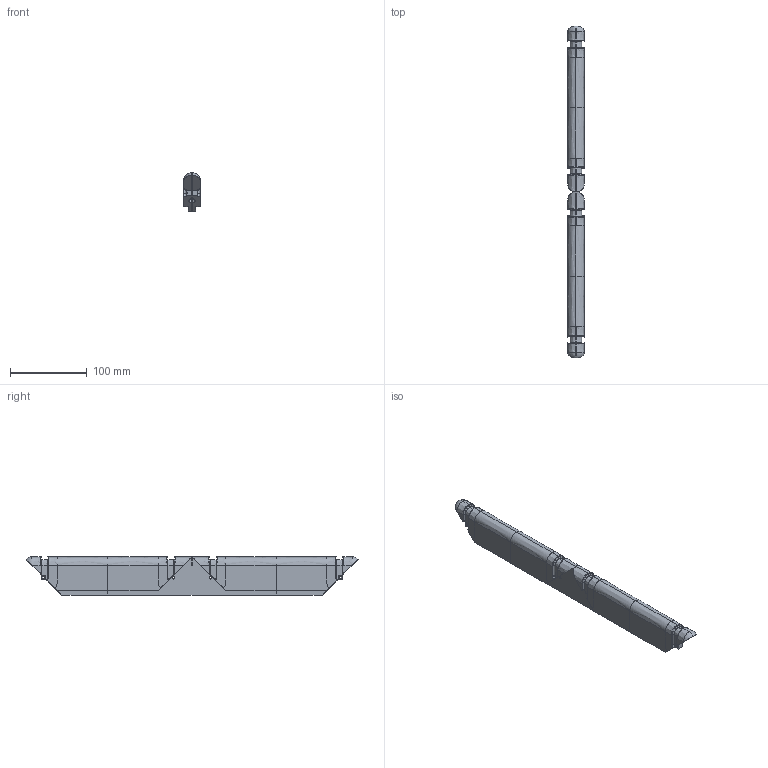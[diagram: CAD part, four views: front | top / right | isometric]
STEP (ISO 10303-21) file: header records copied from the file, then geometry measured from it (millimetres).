
FILE_DESCRIPTION(/* description */ (''),/* implementation_level */ '2;1');
FILE_NAME(/* name */ 'Bamboo Modulo Board - 22x50x440',/* time_stamp */ '2023-11-01T05:18:32+01:00',/* author */ (''),/* organization */ (''),/* preprocessor_version */ 'ST-DEVELOPER v18.1',/* originating_system */ '',/* authorisation */ '');
FILE_SCHEMA (('AUTOMOTIVE_DESIGN { 1 0 10303 214 3 1 1 }'));
Bounding box: 22 x 433.55 x 50 mm (x, y, z)
Surface area: 59287.4 mm2 (no closed solid volume)
Topology: 0 solids, 358 shells, 358 faces, 1680 edges, 1660 vertices
Faces by surface type: bspline 310, cylinder 48
Entity records: 37635 total; most frequent: CARTESIAN_POINT 28343, ORIENTED_EDGE 1676, EDGE_CURVE 1668, VERTEX_POINT 1660, B_SPLINE_CURVE_WITH_KNOTS 1478, EDGE_LOOP 366, STYLED_ITEM 358, FACE_OUTER_BOUND 358
